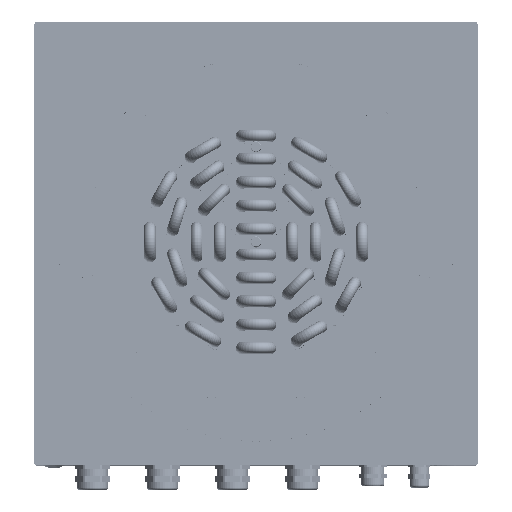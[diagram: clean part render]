
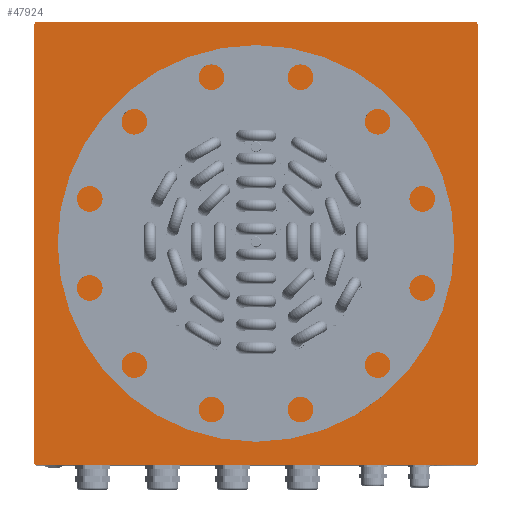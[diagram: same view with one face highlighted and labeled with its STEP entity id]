
A CAD part, top view. The second image highlights one B-rep face of the part: STEP entity #47924.
In plain terms, the highlighted face is planar.
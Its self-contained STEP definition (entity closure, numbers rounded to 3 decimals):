
#910 = EDGE_CURVE ( 'NONE', #83623, #104765, #111479, .T. ) ;
#2615 = EDGE_CURVE ( 'NONE', #74083, #31726, #4335, .T. ) ;
#2779 = ORIENTED_EDGE ( 'NONE', *, *, #32284, .T. ) ;
#3324 = VERTEX_POINT ( 'NONE', #73605 ) ;
#4335 = CIRCLE ( 'NONE', #65089, 2. ) ;
#5114 = CIRCLE ( 'NONE', #84547, 2. ) ;
#6044 = AXIS2_PLACEMENT_3D ( 'NONE', #64164, #86780, #8580 ) ;
#6355 = AXIS2_PLACEMENT_3D ( 'NONE', #8101, #97282, #72464 ) ;
#6585 = ORIENTED_EDGE ( 'NONE', *, *, #33069, .F. ) ;
#6864 = VECTOR ( 'NONE', #106671, 1000. ) ;
#8101 = CARTESIAN_POINT ( 'NONE',  ( 0., 0., -4. ) ) ;
#8580 = DIRECTION ( 'NONE',  ( 1., 0., 0. ) ) ;
#9422 = CARTESIAN_POINT ( 'NONE',  ( -188., -190., -4. ) ) ;
#11150 = EDGE_LOOP ( 'NONE', ( #2779, #37422 ) ) ;
#14417 = VERTEX_POINT ( 'NONE', #92505 ) ;
#15204 = DIRECTION ( 'NONE',  ( 0., 0., -1. ) ) ;
#16776 = AXIS2_PLACEMENT_3D ( 'NONE', #126394, #15204, #127111 ) ;
#17525 = LINE ( 'NONE', #114809, #6864 ) ;
#19075 = DIRECTION ( 'NONE',  ( -1., 0., 0. ) ) ;
#22937 = CARTESIAN_POINT ( 'NONE',  ( 188., -188., -4. ) ) ;
#25099 = CARTESIAN_POINT ( 'NONE',  ( 110.55, 0., -4. ) ) ;
#30393 = VERTEX_POINT ( 'NONE', #104371 ) ;
#31383 = LINE ( 'NONE', #9422, #138487 ) ;
#31726 = VERTEX_POINT ( 'NONE', #97784 ) ;
#32284 = EDGE_CURVE ( 'NONE', #104765, #83623, #55434, .T. ) ;
#32738 = ORIENTED_EDGE ( 'NONE', *, *, #39324, .F. ) ;
#33069 = EDGE_CURVE ( 'NONE', #3324, #93689, #5114, .T. ) ;
#33370 = VERTEX_POINT ( 'NONE', #64573 ) ;
#37422 = ORIENTED_EDGE ( 'NONE', *, *, #910, .T. ) ;
#39001 = CARTESIAN_POINT ( 'NONE',  ( 0., 0., -4. ) ) ;
#39324 = EDGE_CURVE ( 'NONE', #31726, #30393, #17525, .T. ) ;
#39549 = CARTESIAN_POINT ( 'NONE',  ( -188., 190., -4. ) ) ;
#44704 = DIRECTION ( 'NONE',  ( 1., 0., 0. ) ) ;
#45423 = CARTESIAN_POINT ( 'NONE',  ( -188., 188., -4. ) ) ;
#47924 = ADVANCED_FACE ( 'NONE', ( #59108, #103640 ), #48139, .T. ) ;
#48139 = PLANE ( 'NONE',  #16776 ) ;
#55434 = CIRCLE ( 'NONE', #137205, 110.55 ) ;
#55846 = DIRECTION ( 'NONE',  ( 1., 0., 0. ) ) ;
#55932 = DIRECTION ( 'NONE',  ( 0., 1., 0. ) ) ;
#59108 = FACE_BOUND ( 'NONE', #11150, .T. ) ;
#59116 = EDGE_CURVE ( 'NONE', #30393, #14417, #85339, .T. ) ;
#61088 = AXIS2_PLACEMENT_3D ( 'NONE', #22937, #78474, #55846 ) ;
#62603 = VERTEX_POINT ( 'NONE', #92855 ) ;
#64164 = CARTESIAN_POINT ( 'NONE',  ( -188., -188., -4. ) ) ;
#64573 = CARTESIAN_POINT ( 'NONE',  ( 190., -188., -4. ) ) ;
#64872 = ORIENTED_EDGE ( 'NONE', *, *, #90262, .F. ) ;
#65089 = AXIS2_PLACEMENT_3D ( 'NONE', #45423, #100200, #44704 ) ;
#65476 = EDGE_CURVE ( 'NONE', #93689, #74083, #97243, .T. ) ;
#68416 = EDGE_CURVE ( 'NONE', #14417, #62603, #31383, .T. ) ;
#70716 = ORIENTED_EDGE ( 'NONE', *, *, #59116, .F. ) ;
#71142 = EDGE_CURVE ( 'NONE', #33370, #3324, #90204, .T. ) ;
#72464 = DIRECTION ( 'NONE',  ( 1., 0., 0. ) ) ;
#73605 = CARTESIAN_POINT ( 'NONE',  ( 190., 188., -4. ) ) ;
#74083 = VERTEX_POINT ( 'NONE', #82106 ) ;
#75521 = DIRECTION ( 'NONE',  ( 0., 0., 1. ) ) ;
#78474 = DIRECTION ( 'NONE',  ( 0., 0., 1. ) ) ;
#78623 = ORIENTED_EDGE ( 'NONE', *, *, #65476, .F. ) ;
#82106 = CARTESIAN_POINT ( 'NONE',  ( -188., 190., -4. ) ) ;
#83623 = VERTEX_POINT ( 'NONE', #86326 ) ;
#84547 = AXIS2_PLACEMENT_3D ( 'NONE', #101952, #89541, #110783 ) ;
#85339 = CIRCLE ( 'NONE', #6044, 2. ) ;
#86326 = CARTESIAN_POINT ( 'NONE',  ( -110.55, 0., -4. ) ) ;
#86780 = DIRECTION ( 'NONE',  ( 0., 0., 1. ) ) ;
#86823 = ORIENTED_EDGE ( 'NONE', *, *, #68416, .F. ) ;
#89541 = DIRECTION ( 'NONE',  ( 0., 0., 1. ) ) ;
#90204 = LINE ( 'NONE', #112893, #129782 ) ;
#90262 = EDGE_CURVE ( 'NONE', #62603, #33370, #124223, .T. ) ;
#92505 = CARTESIAN_POINT ( 'NONE',  ( -188., -190., -4. ) ) ;
#92855 = CARTESIAN_POINT ( 'NONE',  ( 188., -190., -4. ) ) ;
#93689 = VERTEX_POINT ( 'NONE', #109342 ) ;
#94520 = DIRECTION ( 'NONE',  ( 1., 0., 0. ) ) ;
#97243 = LINE ( 'NONE', #39549, #99283 ) ;
#97282 = DIRECTION ( 'NONE',  ( 0., 0., 1. ) ) ;
#97784 = CARTESIAN_POINT ( 'NONE',  ( -190., 188., -4. ) ) ;
#98579 = ORIENTED_EDGE ( 'NONE', *, *, #2615, .F. ) ;
#99283 = VECTOR ( 'NONE', #19075, 1000. ) ;
#100200 = DIRECTION ( 'NONE',  ( 0., 0., 1. ) ) ;
#101952 = CARTESIAN_POINT ( 'NONE',  ( 188., 188., -4. ) ) ;
#103640 = FACE_OUTER_BOUND ( 'NONE', #138747, .T. ) ;
#104371 = CARTESIAN_POINT ( 'NONE',  ( -190., -188., -4. ) ) ;
#104765 = VERTEX_POINT ( 'NONE', #25099 ) ;
#106671 = DIRECTION ( 'NONE',  ( 0., -1., 0. ) ) ;
#109342 = CARTESIAN_POINT ( 'NONE',  ( 188., 190., -4. ) ) ;
#110783 = DIRECTION ( 'NONE',  ( -1., 0., 0. ) ) ;
#111479 = CIRCLE ( 'NONE', #6355, 110.55 ) ;
#112893 = CARTESIAN_POINT ( 'NONE',  ( 190., 188., -4. ) ) ;
#114809 = CARTESIAN_POINT ( 'NONE',  ( -190., 188., -4. ) ) ;
#115228 = ORIENTED_EDGE ( 'NONE', *, *, #71142, .F. ) ;
#124223 = CIRCLE ( 'NONE', #61088, 2. ) ;
#126394 = CARTESIAN_POINT ( 'NONE',  ( 188., 188., -4. ) ) ;
#127111 = DIRECTION ( 'NONE',  ( -1., 0., 0. ) ) ;
#129782 = VECTOR ( 'NONE', #55932, 1000. ) ;
#137205 = AXIS2_PLACEMENT_3D ( 'NONE', #39001, #75521, #94520 ) ;
#138487 = VECTOR ( 'NONE', #144042, 1000. ) ;
#138747 = EDGE_LOOP ( 'NONE', ( #6585, #115228, #64872, #86823, #70716, #32738, #98579, #78623 ) ) ;
#144042 = DIRECTION ( 'NONE',  ( 1., 0., 0. ) ) ;
